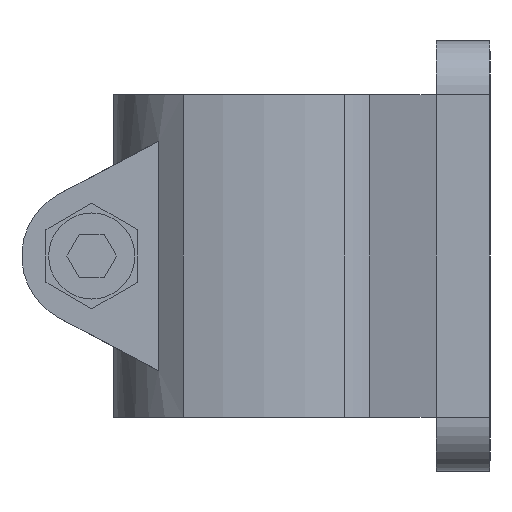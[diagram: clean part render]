
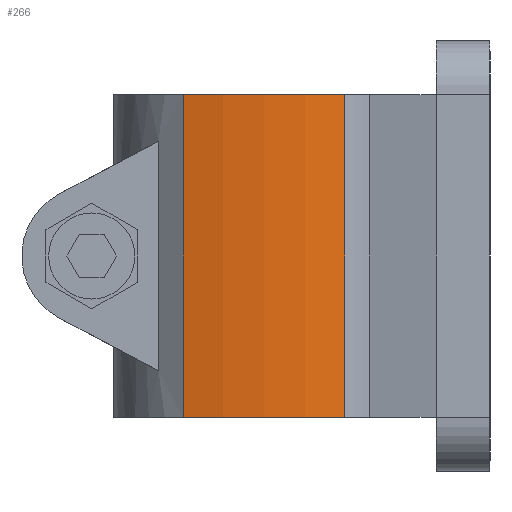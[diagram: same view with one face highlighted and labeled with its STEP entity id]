
A CAD part, left-side view. The second image highlights one B-rep face of the part: STEP entity #266.
In plain terms, the highlighted cylindrical face has radius 56 mm (diameter 112 mm), a partial arc.
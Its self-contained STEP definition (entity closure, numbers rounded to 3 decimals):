
#266 = ADVANCED_FACE( '', ( #581 ), #582, .T. );
#581 = FACE_OUTER_BOUND( '', #914, .T. );
#582 = CYLINDRICAL_SURFACE( '', #915, 56. );
#914 = EDGE_LOOP( '', ( #1676, #1677, #1678, #1679 ) );
#915 = AXIS2_PLACEMENT_3D( '', #1680, #1681, #1682 );
#1676 = ORIENTED_EDGE( '', *, *, #1951, .T. );
#1677 = ORIENTED_EDGE( '', *, *, #2125, .F. );
#1678 = ORIENTED_EDGE( '', *, *, #1992, .F. );
#1679 = ORIENTED_EDGE( '', *, *, #2194, .T. );
#1680 = CARTESIAN_POINT( '', ( 28., 42., 30. ) );
#1681 = DIRECTION( '', ( 0., 0., 1. ) );
#1682 = DIRECTION( '', ( -1., 0., 0. ) );
#1951 = EDGE_CURVE( '', #2356, #2354, #2357, .T. );
#1992 = EDGE_CURVE( '', #2424, #2426, #2427, .T. );
#2125 = EDGE_CURVE( '', #2426, #2354, #2632, .T. );
#2194 = EDGE_CURVE( '', #2424, #2356, #2715, .T. );
#2354 = VERTEX_POINT( '', #2928 );
#2356 = VERTEX_POINT( '', #2931 );
#2357 = CIRCLE( '', #2932, 56. );
#2424 = VERTEX_POINT( '', #3034 );
#2426 = VERTEX_POINT( '', #3037 );
#2427 = CIRCLE( '', #3038, 56. );
#2632 = LINE( '', #3423, #3424 );
#2715 = LINE( '', #3535, #3536 );
#2928 = CARTESIAN_POINT( '', ( -25.954, 27., -30. ) );
#2931 = CARTESIAN_POINT( '', ( -25.954, 57., -30. ) );
#2932 = AXIS2_PLACEMENT_3D( '', #3668, #3669, #3670 );
#3034 = CARTESIAN_POINT( '', ( -25.954, 57., 30. ) );
#3037 = CARTESIAN_POINT( '', ( -25.954, 27., 30. ) );
#3038 = AXIS2_PLACEMENT_3D( '', #3715, #3716, #3717 );
#3423 = CARTESIAN_POINT( '', ( -25.954, 27., 30. ) );
#3424 = VECTOR( '', #3880, 1000. );
#3535 = CARTESIAN_POINT( '', ( -25.954, 57., 30. ) );
#3536 = VECTOR( '', #3956, 1000. );
#3668 = CARTESIAN_POINT( '', ( 28., 42., -30. ) );
#3669 = DIRECTION( '', ( 0., 0., 1. ) );
#3670 = DIRECTION( '', ( 1., 0., 0. ) );
#3715 = CARTESIAN_POINT( '', ( 28., 42., 30. ) );
#3716 = DIRECTION( '', ( 0., 0., 1. ) );
#3717 = DIRECTION( '', ( 1., 0., 0. ) );
#3880 = DIRECTION( '', ( 0., 0., -1. ) );
#3956 = DIRECTION( '', ( 0., 0., -1. ) );
